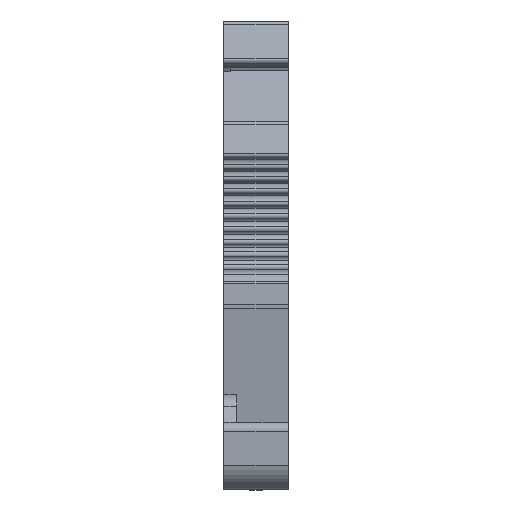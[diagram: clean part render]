
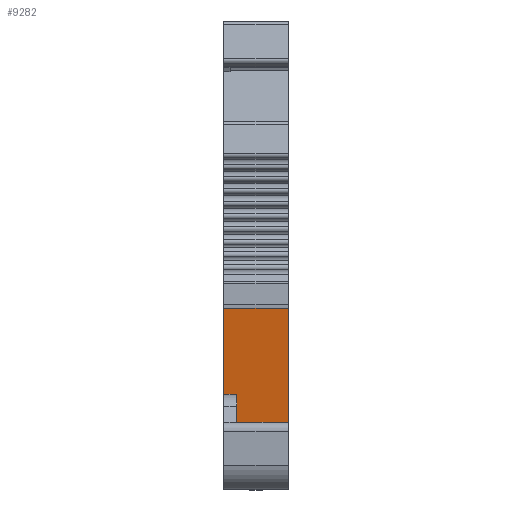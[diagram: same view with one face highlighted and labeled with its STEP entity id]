
A CAD part, left-side view. The second image highlights one B-rep face of the part: STEP entity #9282.
In plain terms, the highlighted planar face has unit normal (-0.986, 0, -0.168).
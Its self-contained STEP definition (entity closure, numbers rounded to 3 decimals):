
#331=LINE('',#12545,#1003);
#405=LINE('',#12843,#1077);
#477=LINE('',#13186,#1149);
#499=LINE('',#13242,#1171);
#700=LINE('',#13765,#1372);
#701=LINE('',#13767,#1373);
#1003=VECTOR('',#10421,1000.);
#1077=VECTOR('',#10651,1000.);
#1149=VECTOR('',#10935,1000.);
#1171=VECTOR('',#10979,1000.);
#1372=VECTOR('',#11574,1000.);
#1373=VECTOR('',#11577,1000.);
#2885=ORIENTED_EDGE('',*,*,#4163,.F.);
#2886=ORIENTED_EDGE('',*,*,#4136,.T.);
#2887=ORIENTED_EDGE('',*,*,#4404,.T.);
#2888=ORIENTED_EDGE('',*,*,#3820,.F.);
#2889=ORIENTED_EDGE('',*,*,#4405,.F.);
#2890=ORIENTED_EDGE('',*,*,#3969,.F.);
#3820=EDGE_CURVE('',#4844,#4845,#331,.T.);
#3969=EDGE_CURVE('',#4990,#4991,#405,.T.);
#4136=EDGE_CURVE('',#5152,#5151,#477,.T.);
#4163=EDGE_CURVE('',#5152,#4990,#499,.T.);
#4404=EDGE_CURVE('',#5151,#4845,#700,.T.);
#4405=EDGE_CURVE('',#4991,#4844,#701,.T.);
#4844=VERTEX_POINT('',#12544);
#4845=VERTEX_POINT('',#12546);
#4990=VERTEX_POINT('',#12842);
#4991=VERTEX_POINT('',#12844);
#5151=VERTEX_POINT('',#13185);
#5152=VERTEX_POINT('',#13187);
#5832=EDGE_LOOP('',(#2885,#2886,#2887,#2888,#2889,#2890));
#6202=FACE_BOUND('',#5832,.T.);
#6476=PLANE('',#9938);
#9282=ADVANCED_FACE('',(#6202),#6476,.F.);
#9938=AXIS2_PLACEMENT_3D('',#13766,#11575,#11576);
#10421=DIRECTION('',(0.168,0.,-0.986));
#10651=DIRECTION('',(-0.168,0.,0.986));
#10935=DIRECTION('',(0.168,0.,-0.986));
#10979=DIRECTION('',(0.,1.,0.));
#11574=DIRECTION('',(0.,-1.,0.));
#11575=DIRECTION('',(0.986,0.,0.168));
#11576=DIRECTION('',(0.168,0.,-0.986));
#11577=DIRECTION('',(0.,-1.,0.));
#12544=CARTESIAN_POINT('',(-24.222,-2.5,-3.73));
#12545=CARTESIAN_POINT('',(-22.294,-2.5,-15.045));
#12546=CARTESIAN_POINT('',(-22.294,-2.5,-15.045));
#12842=CARTESIAN_POINT('',(-23.099,2.5,-10.32));
#12843=CARTESIAN_POINT('',(-22.294,2.5,-15.045));
#12844=CARTESIAN_POINT('',(-24.222,2.5,-3.73));
#13185=CARTESIAN_POINT('',(-22.294,1.5,-15.045));
#13186=CARTESIAN_POINT('',(-22.294,1.5,-15.045));
#13187=CARTESIAN_POINT('',(-23.099,1.5,-10.32));
#13242=CARTESIAN_POINT('',(-23.099,1.5,-10.32));
#13765=CARTESIAN_POINT('',(-22.294,59.072,-15.045));
#13766=CARTESIAN_POINT('',(-22.294,59.072,-15.045));
#13767=CARTESIAN_POINT('',(-24.222,59.072,-3.73));
